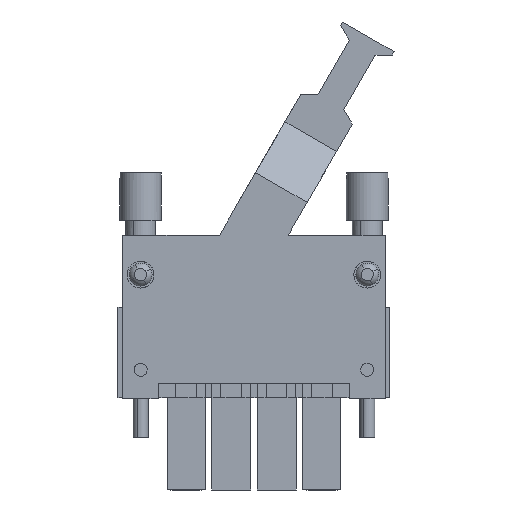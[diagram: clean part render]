
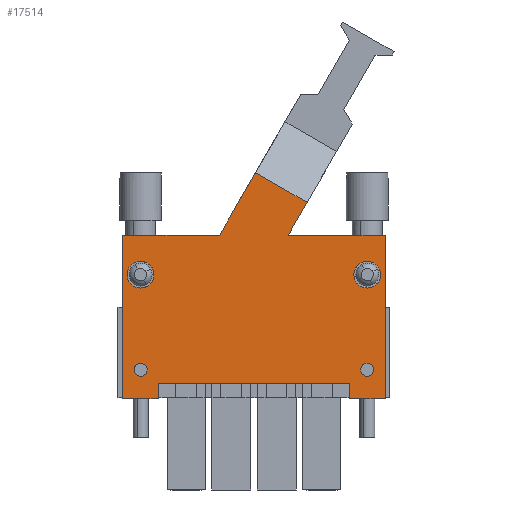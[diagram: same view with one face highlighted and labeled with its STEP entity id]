
A CAD part, front view. The second image highlights one B-rep face of the part: STEP entity #17514.
In plain terms, the highlighted planar face has unit normal (0, -1, 0).
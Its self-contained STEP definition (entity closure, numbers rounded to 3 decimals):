
#17342=AXIS2_PLACEMENT_3D('Plane Axis2P3D',#17339,#17340,#17341) ;
#17444=AXIS2_PLACEMENT_3D('Circle Axis2P3D',#17442,#17443,$) ;
#17453=AXIS2_PLACEMENT_3D('Circle Axis2P3D',#17451,#17452,$) ;
#17462=AXIS2_PLACEMENT_3D('Circle Axis2P3D',#17460,#17461,$) ;
#17471=AXIS2_PLACEMENT_3D('Circle Axis2P3D',#17469,#17470,$) ;
#17480=AXIS2_PLACEMENT_3D('Circle Axis2P3D',#17478,#17479,$) ;
#17489=AXIS2_PLACEMENT_3D('Circle Axis2P3D',#17487,#17488,$) ;
#17498=AXIS2_PLACEMENT_3D('Circle Axis2P3D',#17496,#17497,$) ;
#17507=AXIS2_PLACEMENT_3D('Circle Axis2P3D',#17505,#17506,$) ;
#17339=CARTESIAN_POINT('Axis2P3D Location',(0.,1.6,0.)) ;
#17344=CARTESIAN_POINT('Line Origine',(41.949,1.6,15.35)) ;
#17348=CARTESIAN_POINT('Vertex',(38.959,1.6,15.35)) ;
#17350=CARTESIAN_POINT('Vertex',(44.939,1.6,15.35)) ;
#17353=CARTESIAN_POINT('Line Origine',(44.939,1.6,29.1)) ;
#17357=CARTESIAN_POINT('Vertex',(44.939,1.6,42.85)) ;
#17360=CARTESIAN_POINT('Line Origine',(36.786,1.6,42.85)) ;
#17364=CARTESIAN_POINT('Vertex',(28.633,1.6,42.85)) ;
#17367=CARTESIAN_POINT('Line Origine',(30.22,1.6,45.599)) ;
#17371=CARTESIAN_POINT('Vertex',(31.807,1.6,48.347)) ;
#17374=CARTESIAN_POINT('Line Origine',(27.477,1.6,50.847)) ;
#17378=CARTESIAN_POINT('Vertex',(23.147,1.6,53.347)) ;
#17381=CARTESIAN_POINT('Line Origine',(20.116,1.6,48.099)) ;
#17385=CARTESIAN_POINT('Vertex',(17.086,1.6,42.85)) ;
#17388=CARTESIAN_POINT('Line Origine',(8.933,1.6,42.85)) ;
#17392=CARTESIAN_POINT('Vertex',(0.78,1.6,42.85)) ;
#17395=CARTESIAN_POINT('Line Origine',(0.78,1.6,29.1)) ;
#17399=CARTESIAN_POINT('Vertex',(0.78,1.6,15.35)) ;
#17402=CARTESIAN_POINT('Line Origine',(3.77,1.6,15.35)) ;
#17406=CARTESIAN_POINT('Vertex',(6.76,1.6,15.35)) ;
#17409=CARTESIAN_POINT('Line Origine',(6.76,1.6,16.6)) ;
#17413=CARTESIAN_POINT('Vertex',(6.76,1.6,17.85)) ;
#17416=CARTESIAN_POINT('Line Origine',(22.86,1.6,17.85)) ;
#17420=CARTESIAN_POINT('Vertex',(38.959,1.6,17.85)) ;
#17423=CARTESIAN_POINT('Line Origine',(38.959,1.6,16.6)) ;
#17442=CARTESIAN_POINT('Axis2P3D Location',(3.81,1.6,20.2)) ;
#17446=CARTESIAN_POINT('Vertex',(4.775,1.6,20.727)) ;
#17448=CARTESIAN_POINT('Vertex',(2.845,1.6,19.673)) ;
#17451=CARTESIAN_POINT('Axis2P3D Location',(3.81,1.6,20.2)) ;
#17460=CARTESIAN_POINT('Axis2P3D Location',(3.81,1.6,36.6)) ;
#17464=CARTESIAN_POINT('Vertex',(2.406,1.6,35.833)) ;
#17466=CARTESIAN_POINT('Vertex',(5.214,1.6,37.367)) ;
#17469=CARTESIAN_POINT('Axis2P3D Location',(3.81,1.6,36.6)) ;
#17478=CARTESIAN_POINT('Axis2P3D Location',(41.91,1.6,36.6)) ;
#17482=CARTESIAN_POINT('Vertex',(40.506,1.6,37.367)) ;
#17484=CARTESIAN_POINT('Vertex',(43.314,1.6,35.833)) ;
#17487=CARTESIAN_POINT('Axis2P3D Location',(41.91,1.6,36.6)) ;
#17496=CARTESIAN_POINT('Axis2P3D Location',(41.91,1.6,20.2)) ;
#17500=CARTESIAN_POINT('Vertex',(42.875,1.6,19.673)) ;
#17502=CARTESIAN_POINT('Vertex',(40.945,1.6,20.727)) ;
#17505=CARTESIAN_POINT('Axis2P3D Location',(41.91,1.6,20.2)) ;
#17340=DIRECTION('Axis2P3D Direction',(0.,-1.,0.)) ;
#17341=DIRECTION('Axis2P3D XDirection',(1.,0.,0.)) ;
#17345=DIRECTION('Vector Direction',(1.,0.,0.)) ;
#17354=DIRECTION('Vector Direction',(0.,0.,-1.)) ;
#17361=DIRECTION('Vector Direction',(-1.,0.,0.)) ;
#17368=DIRECTION('Vector Direction',(0.5,0.,0.866)) ;
#17375=DIRECTION('Vector Direction',(0.866,0.,-0.5)) ;
#17382=DIRECTION('Vector Direction',(-0.5,0.,-0.866)) ;
#17389=DIRECTION('Vector Direction',(1.,0.,0.)) ;
#17396=DIRECTION('Vector Direction',(0.,0.,-1.)) ;
#17403=DIRECTION('Vector Direction',(-1.,0.,0.)) ;
#17410=DIRECTION('Vector Direction',(0.,0.,1.)) ;
#17417=DIRECTION('Vector Direction',(-1.,0.,0.)) ;
#17424=DIRECTION('Vector Direction',(0.,0.,-1.)) ;
#17443=DIRECTION('Axis2P3D Direction',(0.,-1.,0.)) ;
#17452=DIRECTION('Axis2P3D Direction',(0.,-1.,0.)) ;
#17461=DIRECTION('Axis2P3D Direction',(0.,-1.,0.)) ;
#17470=DIRECTION('Axis2P3D Direction',(0.,-1.,0.)) ;
#17479=DIRECTION('Axis2P3D Direction',(0.,-1.,0.)) ;
#17488=DIRECTION('Axis2P3D Direction',(0.,-1.,0.)) ;
#17497=DIRECTION('Axis2P3D Direction',(0.,-1.,0.)) ;
#17506=DIRECTION('Axis2P3D Direction',(0.,-1.,0.)) ;
#17346=VECTOR('Line Direction',#17345,1.) ;
#17355=VECTOR('Line Direction',#17354,1.) ;
#17362=VECTOR('Line Direction',#17361,1.) ;
#17369=VECTOR('Line Direction',#17368,1.) ;
#17376=VECTOR('Line Direction',#17375,1.) ;
#17383=VECTOR('Line Direction',#17382,1.) ;
#17390=VECTOR('Line Direction',#17389,1.) ;
#17397=VECTOR('Line Direction',#17396,1.) ;
#17404=VECTOR('Line Direction',#17403,1.) ;
#17411=VECTOR('Line Direction',#17410,1.) ;
#17418=VECTOR('Line Direction',#17417,1.) ;
#17425=VECTOR('Line Direction',#17424,1.) ;
#17429=ORIENTED_EDGE('',*,*,#17352,.T.) ;
#17430=ORIENTED_EDGE('',*,*,#17359,.T.) ;
#17431=ORIENTED_EDGE('',*,*,#17366,.T.) ;
#17432=ORIENTED_EDGE('',*,*,#17373,.T.) ;
#17433=ORIENTED_EDGE('',*,*,#17380,.F.) ;
#17434=ORIENTED_EDGE('',*,*,#17387,.T.) ;
#17435=ORIENTED_EDGE('',*,*,#17394,.T.) ;
#17436=ORIENTED_EDGE('',*,*,#17401,.T.) ;
#17437=ORIENTED_EDGE('',*,*,#17408,.T.) ;
#17438=ORIENTED_EDGE('',*,*,#17415,.T.) ;
#17439=ORIENTED_EDGE('',*,*,#17422,.T.) ;
#17440=ORIENTED_EDGE('',*,*,#17427,.T.) ;
#17457=ORIENTED_EDGE('',*,*,#17450,.F.) ;
#17458=ORIENTED_EDGE('',*,*,#17455,.F.) ;
#17475=ORIENTED_EDGE('',*,*,#17468,.F.) ;
#17476=ORIENTED_EDGE('',*,*,#17473,.F.) ;
#17493=ORIENTED_EDGE('',*,*,#17486,.F.) ;
#17494=ORIENTED_EDGE('',*,*,#17491,.F.) ;
#17511=ORIENTED_EDGE('',*,*,#17504,.F.) ;
#17512=ORIENTED_EDGE('',*,*,#17509,.F.) ;
#17459=FACE_BOUND('',#17456,.T.) ;
#17477=FACE_BOUND('',#17474,.T.) ;
#17495=FACE_BOUND('',#17492,.T.) ;
#17513=FACE_BOUND('',#17510,.T.) ;
#17514=ADVANCED_FACE('42957_SIBL BVZ(F)7.62HP-04_150 GB',(#17441,#17459,#17477,#17495,#17513),#17343,.T.) ;
#17445=CIRCLE('generated circle',#17444,1.1) ;
#17454=CIRCLE('generated circle',#17453,1.1) ;
#17463=CIRCLE('generated circle',#17462,1.6) ;
#17472=CIRCLE('generated circle',#17471,1.6) ;
#17481=CIRCLE('generated circle',#17480,1.6) ;
#17490=CIRCLE('generated circle',#17489,1.6) ;
#17499=CIRCLE('generated circle',#17498,1.1) ;
#17508=CIRCLE('generated circle',#17507,1.1) ;
#17352=EDGE_CURVE('',#17349,#17351,#17347,.T.) ;
#17359=EDGE_CURVE('',#17351,#17358,#17356,.F.) ;
#17366=EDGE_CURVE('',#17358,#17365,#17363,.T.) ;
#17373=EDGE_CURVE('',#17365,#17372,#17370,.T.) ;
#17380=EDGE_CURVE('',#17379,#17372,#17377,.T.) ;
#17387=EDGE_CURVE('',#17379,#17386,#17384,.T.) ;
#17394=EDGE_CURVE('',#17386,#17393,#17391,.F.) ;
#17401=EDGE_CURVE('',#17393,#17400,#17398,.T.) ;
#17408=EDGE_CURVE('',#17400,#17407,#17405,.F.) ;
#17415=EDGE_CURVE('',#17407,#17414,#17412,.T.) ;
#17422=EDGE_CURVE('',#17414,#17421,#17419,.F.) ;
#17427=EDGE_CURVE('',#17421,#17349,#17426,.T.) ;
#17450=EDGE_CURVE('',#17447,#17449,#17445,.T.) ;
#17455=EDGE_CURVE('',#17449,#17447,#17454,.T.) ;
#17468=EDGE_CURVE('',#17465,#17467,#17463,.T.) ;
#17473=EDGE_CURVE('',#17467,#17465,#17472,.T.) ;
#17486=EDGE_CURVE('',#17483,#17485,#17481,.T.) ;
#17491=EDGE_CURVE('',#17485,#17483,#17490,.T.) ;
#17504=EDGE_CURVE('',#17501,#17503,#17499,.T.) ;
#17509=EDGE_CURVE('',#17503,#17501,#17508,.T.) ;
#17428=EDGE_LOOP('',(#17429,#17430,#17431,#17432,#17433,#17434,#17435,#17436,#17437,#17438,#17439,#17440)) ;
#17456=EDGE_LOOP('',(#17457,#17458)) ;
#17474=EDGE_LOOP('',(#17475,#17476)) ;
#17492=EDGE_LOOP('',(#17493,#17494)) ;
#17510=EDGE_LOOP('',(#17511,#17512)) ;
#17441=FACE_OUTER_BOUND('',#17428,.T.) ;
#17347=LINE('Line',#17344,#17346) ;
#17356=LINE('Line',#17353,#17355) ;
#17363=LINE('Line',#17360,#17362) ;
#17370=LINE('Line',#17367,#17369) ;
#17377=LINE('Line',#17374,#17376) ;
#17384=LINE('Line',#17381,#17383) ;
#17391=LINE('Line',#17388,#17390) ;
#17398=LINE('Line',#17395,#17397) ;
#17405=LINE('Line',#17402,#17404) ;
#17412=LINE('Line',#17409,#17411) ;
#17419=LINE('Line',#17416,#17418) ;
#17426=LINE('Line',#17423,#17425) ;
#17343=PLANE('',#17342) ;
#17349=VERTEX_POINT('',#17348) ;
#17351=VERTEX_POINT('',#17350) ;
#17358=VERTEX_POINT('',#17357) ;
#17365=VERTEX_POINT('',#17364) ;
#17372=VERTEX_POINT('',#17371) ;
#17379=VERTEX_POINT('',#17378) ;
#17386=VERTEX_POINT('',#17385) ;
#17393=VERTEX_POINT('',#17392) ;
#17400=VERTEX_POINT('',#17399) ;
#17407=VERTEX_POINT('',#17406) ;
#17414=VERTEX_POINT('',#17413) ;
#17421=VERTEX_POINT('',#17420) ;
#17447=VERTEX_POINT('',#17446) ;
#17449=VERTEX_POINT('',#17448) ;
#17465=VERTEX_POINT('',#17464) ;
#17467=VERTEX_POINT('',#17466) ;
#17483=VERTEX_POINT('',#17482) ;
#17485=VERTEX_POINT('',#17484) ;
#17501=VERTEX_POINT('',#17500) ;
#17503=VERTEX_POINT('',#17502) ;
